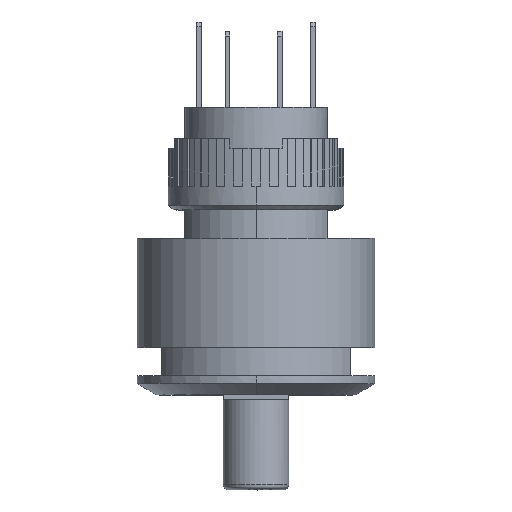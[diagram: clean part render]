
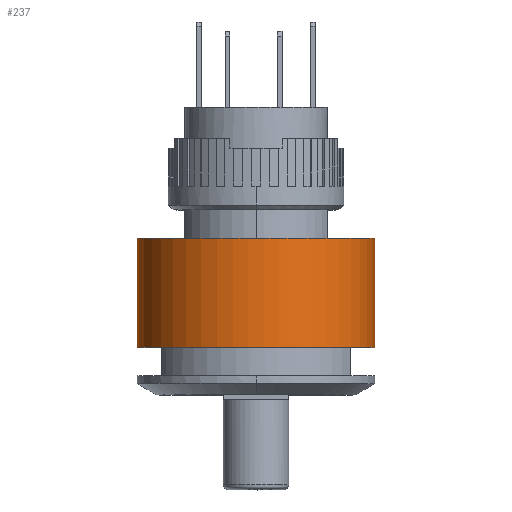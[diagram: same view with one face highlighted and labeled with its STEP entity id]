
A CAD part, top view. The second image highlights one B-rep face of the part: STEP entity #237.
In plain terms, the highlighted free-form (B-spline) face has degree [2, 1] with [5, 2] control points.
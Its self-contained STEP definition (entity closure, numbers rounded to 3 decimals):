
#237=ADVANCED_FACE('',(#574),#11533,.T.);
#574=FACE_OUTER_BOUND('',#913,.T.);
#913=EDGE_LOOP('',(#2025,#2026,#2027,#2028));
#2025=ORIENTED_EDGE('',*,*,#10126,.F.);
#2026=ORIENTED_EDGE('',*,*,#10132,.F.);
#2027=ORIENTED_EDGE('',*,*,#10133,.T.);
#2028=ORIENTED_EDGE('',*,*,#10130,.F.);
#3805=PCURVE('',#11750,#5593);
#3809=PCURVE('',#11532,#5597);
#3811=PCURVE('',#11532,#5599);
#3813=PCURVE('',#11533,#5601);
#3814=PCURVE('',#11533,#5602);
#3815=PCURVE('',#11533,#5603);
#3816=PCURVE('',#11533,#5604);
#3823=PCURVE('',#11535,#5611);
#5593=DEFINITIONAL_REPRESENTATION('',(#10737),#22624);
#5597=DEFINITIONAL_REPRESENTATION('',(#7665),#22624);
#5599=DEFINITIONAL_REPRESENTATION('',(#7667),#22624);
#5601=DEFINITIONAL_REPRESENTATION('',(#7669),#22624);
#5602=DEFINITIONAL_REPRESENTATION('',(#7670),#22624);
#5603=DEFINITIONAL_REPRESENTATION('',(#7671),#22624);
#5604=DEFINITIONAL_REPRESENTATION('',(#7672),#22624);
#5611=DEFINITIONAL_REPRESENTATION('',(#7679),#22624);
#7665=B_SPLINE_CURVE_WITH_KNOTS('',1,(#16592,#16593),.UNSPECIFIED.,.F.,
 .F.,(2,2),(0.,11.5),.UNSPECIFIED.);
#7667=B_SPLINE_CURVE_WITH_KNOTS('',1,(#16603,#16604),.UNSPECIFIED.,.F.,
 .F.,(2,2),(-11.5,0.),.UNSPECIFIED.);
#7669=B_SPLINE_CURVE_WITH_KNOTS('',1,(#16607,#16608),.UNSPECIFIED.,.F.,
 .F.,(2,2),(0.,39.27),.UNSPECIFIED.);
#7670=B_SPLINE_CURVE_WITH_KNOTS('',1,(#16609,#16610),.UNSPECIFIED.,.F.,
 .F.,(2,2),(-11.5,0.),.UNSPECIFIED.);
#7671=B_SPLINE_CURVE_WITH_KNOTS('',1,(#16616,#16617),.UNSPECIFIED.,.F.,
 .F.,(2,2),(0.,39.27),.UNSPECIFIED.);
#7672=B_SPLINE_CURVE_WITH_KNOTS('',1,(#16618,#16619),.UNSPECIFIED.,.F.,
 .F.,(2,2),(0.,11.5),.UNSPECIFIED.);
#7679=B_SPLINE_CURVE_WITH_KNOTS('',1,(#16648,#16649),.UNSPECIFIED.,.F.,
 .F.,(2,2),(0.,39.27),.UNSPECIFIED.);
#9232=SURFACE_CURVE('',#10736,(#3805,#3813),.PCURVE_S1.);
#9236=SURFACE_CURVE('',#10744,(#3809,#3816),.PCURVE_S1.);
#9238=SURFACE_CURVE('',#10746,(#3811,#3814),.PCURVE_S1.);
#9239=SURFACE_CURVE('',#10747,(#3815,#3823),.PCURVE_S1.);
#10126=EDGE_CURVE('',#11261,#11264,#9232,.T.);
#10130=EDGE_CURVE('',#11264,#11265,#9236,.T.);
#10132=EDGE_CURVE('',#11263,#11261,#9238,.T.);
#10133=EDGE_CURVE('',#11263,#11265,#9239,.T.);
#10736=(
BOUNDED_CURVE()
B_SPLINE_CURVE(2,(#16550,#16551,#16552,#16553,#16554),.UNSPECIFIED.,.F.,
 .F.)
B_SPLINE_CURVE_WITH_KNOTS((3,2,3),(0.,19.635,39.27),
 .UNSPECIFIED.)
CURVE()
GEOMETRIC_REPRESENTATION_ITEM()
RATIONAL_B_SPLINE_CURVE((1.,0.707,1.,0.707,1.))
REPRESENTATION_ITEM('')
);
#10737=(
BOUNDED_CURVE()
B_SPLINE_CURVE(2,(#16555,#16556,#16557,#16558,#16559),.UNSPECIFIED.,.F.,
 .F.)
B_SPLINE_CURVE_WITH_KNOTS((3,2,3),(0.,19.635,39.27),
 .UNSPECIFIED.)
CURVE()
GEOMETRIC_REPRESENTATION_ITEM()
RATIONAL_B_SPLINE_CURVE((1.,0.707,1.,0.707,1.))
REPRESENTATION_ITEM('')
);
#10744=(
BOUNDED_CURVE()
B_SPLINE_CURVE(1,(#16590,#16591),.UNSPECIFIED.,.F.,.F.)
B_SPLINE_CURVE_WITH_KNOTS((2,2),(0.,11.5),.UNSPECIFIED.)
CURVE()
GEOMETRIC_REPRESENTATION_ITEM()
RATIONAL_B_SPLINE_CURVE((1.,1.))
REPRESENTATION_ITEM('')
);
#10746=(
BOUNDED_CURVE()
B_SPLINE_CURVE(1,(#16601,#16602),.UNSPECIFIED.,.F.,.F.)
B_SPLINE_CURVE_WITH_KNOTS((2,2),(-11.5,0.),.UNSPECIFIED.)
CURVE()
GEOMETRIC_REPRESENTATION_ITEM()
RATIONAL_B_SPLINE_CURVE((1.,1.))
REPRESENTATION_ITEM('')
);
#10747=(
BOUNDED_CURVE()
B_SPLINE_CURVE(2,(#16611,#16612,#16613,#16614,#16615),.UNSPECIFIED.,.F.,
 .F.)
B_SPLINE_CURVE_WITH_KNOTS((3,2,3),(0.,19.635,39.27),
 .UNSPECIFIED.)
CURVE()
GEOMETRIC_REPRESENTATION_ITEM()
RATIONAL_B_SPLINE_CURVE((1.,0.707,1.,0.707,1.))
REPRESENTATION_ITEM('')
);
#11261=VERTEX_POINT('',#16258);
#11263=VERTEX_POINT('',#16260);
#11264=VERTEX_POINT('',#16261);
#11265=VERTEX_POINT('',#16262);
#11532=(
BOUNDED_SURFACE()
B_SPLINE_SURFACE(2,1,((#16082,#16083),(#16084,#16085),(#16086,#16087),(#16088,
#16089),(#16090,#16091)),.UNSPECIFIED.,.F.,.F.,.F.)
B_SPLINE_SURFACE_WITH_KNOTS((3,2,3),(2,2),(-78.54,-58.905,
-39.27),(0.,11.5),.UNSPECIFIED.)
GEOMETRIC_REPRESENTATION_ITEM()
RATIONAL_B_SPLINE_SURFACE(((1.,1.),(0.707,0.707),
(1.,1.),(0.707,0.707),(1.,1.)))
REPRESENTATION_ITEM('')
SURFACE()
);
#11533=(
BOUNDED_SURFACE()
B_SPLINE_SURFACE(2,1,((#16092,#16093),(#16094,#16095),(#16096,#16097),(#16098,
#16099),(#16100,#16101)),.UNSPECIFIED.,.F.,.F.,.F.)
B_SPLINE_SURFACE_WITH_KNOTS((3,2,3),(2,2),(-39.27,-19.635,
0.),(0.,11.5),.UNSPECIFIED.)
GEOMETRIC_REPRESENTATION_ITEM()
RATIONAL_B_SPLINE_SURFACE(((1.,1.),(0.707,0.707),
(1.,1.),(0.707,0.707),(1.,1.)))
REPRESENTATION_ITEM('')
SURFACE()
);
#11535=(
BOUNDED_SURFACE()
B_SPLINE_SURFACE(1,2,((#16112,#16113,#16114,#16115,#16116),(#16117,#16118,
#16119,#16120,#16121)),.UNSPECIFIED.,.F.,.F.,.F.)
B_SPLINE_SURFACE_WITH_KNOTS((2,2),(3,2,3),(0.,1.),(0.,19.635,
39.27),.UNSPECIFIED.)
GEOMETRIC_REPRESENTATION_ITEM()
RATIONAL_B_SPLINE_SURFACE(((1.,0.707,1.,0.707,1.),
(1.,0.707,1.,0.707,1.)))
REPRESENTATION_ITEM('')
SURFACE()
);
#11750=B_SPLINE_SURFACE_WITH_KNOTS('',1,1,((#16078,#16079),(#16080,#16081)),
 .UNSPECIFIED.,.F.,.F.,.F.,(2,2),(2,2),(-25.,0.),(-12.5,12.5),
 .UNSPECIFIED.);
#16078=CARTESIAN_POINT('',(12.5,14.498,-12.5));
#16079=CARTESIAN_POINT('',(12.5,14.498,12.5));
#16080=CARTESIAN_POINT('',(-12.5,14.498,-12.5));
#16081=CARTESIAN_POINT('',(-12.5,14.498,12.5));
#16082=CARTESIAN_POINT('',(-12.5,14.498,0.));
#16083=CARTESIAN_POINT('',(-12.5,2.998,0.));
#16084=CARTESIAN_POINT('',(-12.5,14.498,-12.5));
#16085=CARTESIAN_POINT('',(-12.5,2.998,-12.5));
#16086=CARTESIAN_POINT('',(0.,14.498,-12.5));
#16087=CARTESIAN_POINT('',(0.,2.998,-12.5));
#16088=CARTESIAN_POINT('',(12.5,14.498,-12.5));
#16089=CARTESIAN_POINT('',(12.5,2.998,-12.5));
#16090=CARTESIAN_POINT('',(12.5,14.498,0.));
#16091=CARTESIAN_POINT('',(12.5,2.998,0.));
#16092=CARTESIAN_POINT('',(12.5,14.498,0.));
#16093=CARTESIAN_POINT('',(12.5,2.998,0.));
#16094=CARTESIAN_POINT('',(12.5,14.498,12.5));
#16095=CARTESIAN_POINT('',(12.5,2.998,12.5));
#16096=CARTESIAN_POINT('',(0.,14.498,12.5));
#16097=CARTESIAN_POINT('',(0.,2.998,12.5));
#16098=CARTESIAN_POINT('',(-12.5,14.498,12.5));
#16099=CARTESIAN_POINT('',(-12.5,2.998,12.5));
#16100=CARTESIAN_POINT('',(-12.5,14.498,0.));
#16101=CARTESIAN_POINT('',(-12.5,2.998,0.));
#16112=CARTESIAN_POINT('',(-12.5,2.998,0.));
#16113=CARTESIAN_POINT('',(-12.5,2.998,12.5));
#16114=CARTESIAN_POINT('',(0.,2.998,12.5));
#16115=CARTESIAN_POINT('',(12.5,2.998,12.5));
#16116=CARTESIAN_POINT('',(12.5,2.998,0.));
#16117=CARTESIAN_POINT('',(-11.2,2.998,0.));
#16118=CARTESIAN_POINT('',(-11.2,2.998,11.2));
#16119=CARTESIAN_POINT('',(0.,2.998,11.2));
#16120=CARTESIAN_POINT('',(11.2,2.998,11.2));
#16121=CARTESIAN_POINT('',(11.2,2.998,0.));
#16258=CARTESIAN_POINT('',(-12.5,14.498,0.));
#16260=CARTESIAN_POINT('',(-12.5,2.998,0.));
#16261=CARTESIAN_POINT('',(12.5,14.498,0.));
#16262=CARTESIAN_POINT('',(12.5,2.998,0.));
#16550=CARTESIAN_POINT('',(-12.5,14.498,0.));
#16551=CARTESIAN_POINT('',(-12.5,14.498,12.5));
#16552=CARTESIAN_POINT('',(0.,14.498,12.5));
#16553=CARTESIAN_POINT('',(12.5,14.498,12.5));
#16554=CARTESIAN_POINT('',(12.5,14.498,0.));
#16555=CARTESIAN_POINT('',(0.,0.));
#16556=CARTESIAN_POINT('',(0.,12.5));
#16557=CARTESIAN_POINT('',(-12.5,12.5));
#16558=CARTESIAN_POINT('',(-25.,12.5));
#16559=CARTESIAN_POINT('',(-25.,0.));
#16590=CARTESIAN_POINT('',(12.5,14.498,0.));
#16591=CARTESIAN_POINT('',(12.5,2.998,0.));
#16592=CARTESIAN_POINT('',(-39.27,0.));
#16593=CARTESIAN_POINT('',(-39.27,11.5));
#16601=CARTESIAN_POINT('',(-12.5,2.998,0.));
#16602=CARTESIAN_POINT('',(-12.5,14.498,0.));
#16603=CARTESIAN_POINT('',(-78.54,11.5));
#16604=CARTESIAN_POINT('',(-78.54,0.));
#16607=CARTESIAN_POINT('',(0.,0.));
#16608=CARTESIAN_POINT('',(-39.27,0.));
#16609=CARTESIAN_POINT('',(0.,11.5));
#16610=CARTESIAN_POINT('',(0.,0.));
#16611=CARTESIAN_POINT('',(-12.5,2.998,0.));
#16612=CARTESIAN_POINT('',(-12.5,2.998,12.5));
#16613=CARTESIAN_POINT('',(0.,2.998,12.5));
#16614=CARTESIAN_POINT('',(12.5,2.998,12.5));
#16615=CARTESIAN_POINT('',(12.5,2.998,0.));
#16616=CARTESIAN_POINT('',(0.,11.5));
#16617=CARTESIAN_POINT('',(-39.27,11.5));
#16618=CARTESIAN_POINT('',(-39.27,0.));
#16619=CARTESIAN_POINT('',(-39.27,11.5));
#16648=CARTESIAN_POINT('',(0.,0.));
#16649=CARTESIAN_POINT('',(0.,39.27));
#22624=(
GEOMETRIC_REPRESENTATION_CONTEXT(2)
PARAMETRIC_REPRESENTATION_CONTEXT()
REPRESENTATION_CONTEXT('pspace','')
);
